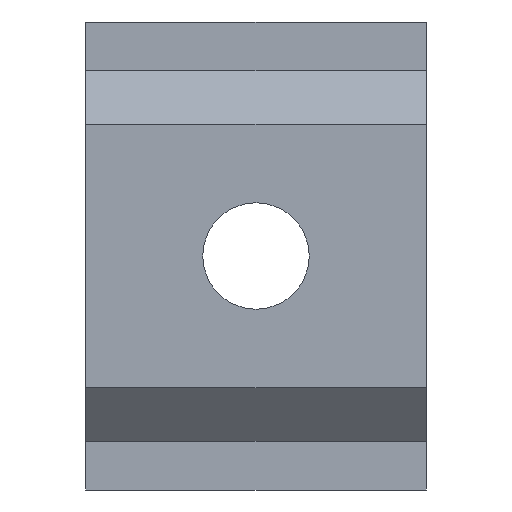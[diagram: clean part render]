
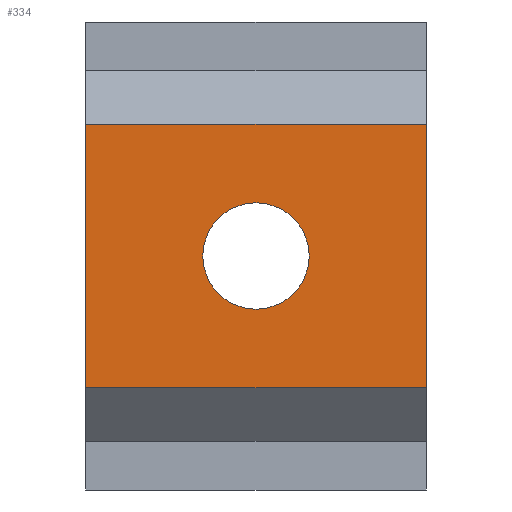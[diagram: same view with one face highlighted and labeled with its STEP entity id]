
A CAD part, front view. The second image highlights one B-rep face of the part: STEP entity #334.
In plain terms, the highlighted planar face has unit normal (0, -1, 0).
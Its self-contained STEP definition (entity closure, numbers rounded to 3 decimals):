
#16=FACE_BOUND('',#63,.T.);
#27=PLANE('',#367);
#44=FACE_OUTER_BOUND('',#62,.T.);
#62=EDGE_LOOP('',(#287,#288,#289,#290));
#63=EDGE_LOOP('',(#291));
#80=LINE('',#486,#123);
#103=LINE('',#531,#146);
#104=LINE('',#534,#147);
#105=LINE('',#535,#148);
#123=VECTOR('',#398,10.);
#146=VECTOR('',#435,10.);
#147=VECTOR('',#438,10.);
#148=VECTOR('',#439,10.);
#156=CIRCLE('',#356,1.25);
#158=VERTEX_POINT('',#460);
#167=VERTEX_POINT('',#483);
#168=VERTEX_POINT('',#485);
#183=VERTEX_POINT('',#529);
#184=VERTEX_POINT('',#533);
#189=EDGE_CURVE('',#158,#158,#156,.T.);
#200=EDGE_CURVE('',#168,#167,#80,.T.);
#223=EDGE_CURVE('',#167,#183,#103,.T.);
#224=EDGE_CURVE('',#184,#183,#104,.T.);
#225=EDGE_CURVE('',#168,#184,#105,.T.);
#287=ORIENTED_EDGE('',*,*,#200,.T.);
#288=ORIENTED_EDGE('',*,*,#223,.T.);
#289=ORIENTED_EDGE('',*,*,#224,.F.);
#290=ORIENTED_EDGE('',*,*,#225,.F.);
#291=ORIENTED_EDGE('',*,*,#189,.T.);
#334=ADVANCED_FACE('',(#44,#16),#27,.T.);
#356=AXIS2_PLACEMENT_3D('',#462,#380,#381);
#367=AXIS2_PLACEMENT_3D('',#532,#436,#437);
#380=DIRECTION('center_axis',(0.,1.,0.));
#381=DIRECTION('ref_axis',(-1.,0.,0.));
#398=DIRECTION('',(0.,0.,-1.));
#435=DIRECTION('',(1.,0.,0.));
#436=DIRECTION('center_axis',(0.,-1.,0.));
#437=DIRECTION('ref_axis',(0.,0.,-1.));
#438=DIRECTION('',(0.,0.,-1.));
#439=DIRECTION('',(1.,0.,0.));
#460=CARTESIAN_POINT('',(5.25,-1.277,-5.5));
#462=CARTESIAN_POINT('Origin',(4.,-1.277,-5.5));
#483=CARTESIAN_POINT('',(0.,-1.277,-8.6));
#485=CARTESIAN_POINT('',(0.,-1.277,-2.4));
#486=CARTESIAN_POINT('',(0.,-1.277,-2.4));
#529=CARTESIAN_POINT('',(8.,-1.277,-8.6));
#531=CARTESIAN_POINT('',(0.,-1.277,-8.6));
#532=CARTESIAN_POINT('Origin',(0.,-1.277,-2.4));
#533=CARTESIAN_POINT('',(8.,-1.277,-2.4));
#534=CARTESIAN_POINT('',(8.,-1.277,-2.4));
#535=CARTESIAN_POINT('',(0.,-1.277,-2.4));
